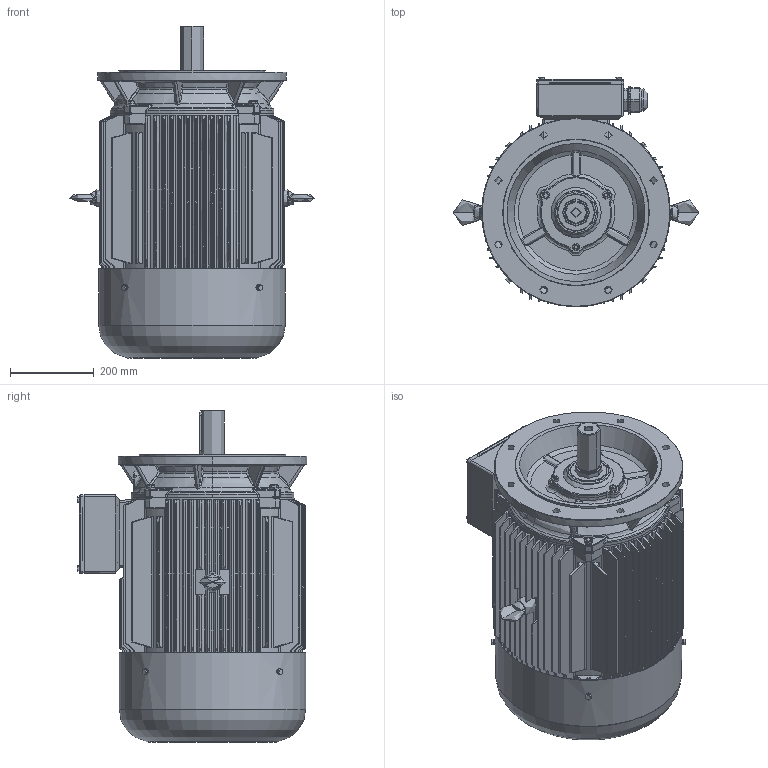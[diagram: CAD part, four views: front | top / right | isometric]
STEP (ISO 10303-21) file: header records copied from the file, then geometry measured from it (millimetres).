
FILE_DESCRIPTION(/* description */ (''),/* implementation_level */ '2;1');
FILE_NAME(/* name */ 'JM3-225M-2-B5.stp',/* time_stamp */ '2016-07-02T13:02:21+08:00',/* author */ (''),/* organization */ (''),/* preprocessor_version */ 'ST-DEVELOPER v15',/* originating_system */ 'SIEMENS PLM Software NX 8.5',/* authorisation */ '');
FILE_SCHEMA (('AUTOMOTIVE_DESIGN { 1 0 10303 214 3 1 1 1 }'));
Products named in the file (1): pc08107077o1im
Bounding box: 586.4 x 547.8 x 792.19 mm (x, y, z)
Volume: 19800040.4 mm3; surface area: 4835298.1 mm2
Topology: 57 solids, 57 shells, 4760 faces, 12925 edges, 8435 vertices
Faces by surface type: plane 2974, cylinder 842, bspline 515, torus 218, cone 203, sphere 8
Full cylindrical faces by diameter (mm): 7.188 x4, 8 x8, 8.4 x4, 9.026 x6, 10 x6, 10.863 x8, 11.2 x6, 11.5 x1, 12 x17, 12.6 x8, 16 x4, 19 x8, 20 x1, 34.375 x2, 40.625 x4, 48.438 x12, 49 x1, 50 x4, 51 x1, 51.562 x12, 52 x3, 53.906 x2, 65 x4, 66.406 x2, 72 x2, 85 x2, 90 x2, 105 x2, 130 x2, 140 x3
Entity records: 180674 total; most frequent: CARTESIAN_POINT 64171, ORIENTED_EDGE 24994, DIRECTION 21267, EDGE_CURVE 12497, VERTEX_POINT 8307, LINE 8223, VECTOR 8223, AXIS2_PLACEMENT_3D 6522
